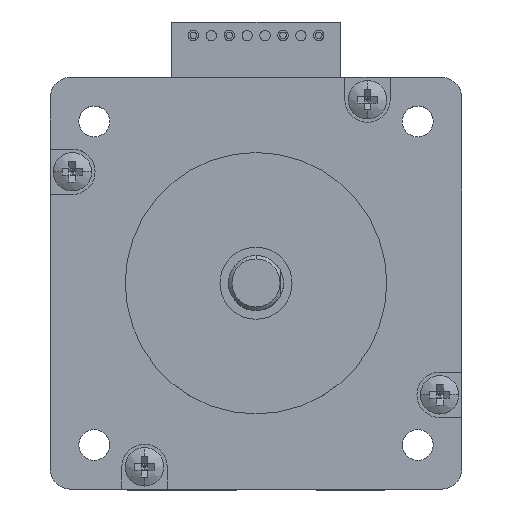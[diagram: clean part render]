
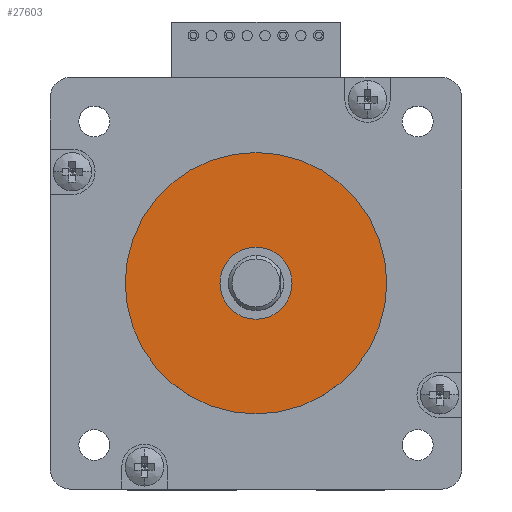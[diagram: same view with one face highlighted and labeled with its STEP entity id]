
A CAD part, top view. The second image highlights one B-rep face of the part: STEP entity #27603.
In plain terms, the highlighted face is planar.
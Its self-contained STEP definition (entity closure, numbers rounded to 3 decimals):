
#2076 = EDGE_CURVE ( 'NONE', #26857, #52140, #10773, .T. ) ;
#4005 = VERTEX_POINT ( 'NONE', #27135 ) ;
#6336 = AXIS2_PLACEMENT_3D ( 'NONE', #38680, #12850, #42998 ) ;
#7359 = EDGE_LOOP ( 'NONE', ( #50371, #50275 ) ) ;
#7783 = PLANE ( 'NONE',  #43994 ) ;
#8298 = AXIS2_PLACEMENT_3D ( 'NONE', #49338, #23456, #53678 ) ;
#8766 = ORIENTED_EDGE ( 'NONE', *, *, #2076, .T. ) ;
#9483 = CARTESIAN_POINT ( 'NONE',  ( 5.25, 0., -1.6 ) ) ;
#9835 = CIRCLE ( 'NONE', #6336, 19.05 ) ;
#10773 = CIRCLE ( 'NONE', #8298, 19.05 ) ;
#11861 = FACE_BOUND ( 'NONE', #7359, .T. ) ;
#12313 = DIRECTION ( 'NONE',  ( 0., 0., -1. ) ) ;
#12850 = DIRECTION ( 'NONE',  ( 0., 0., -1. ) ) ;
#15585 = CARTESIAN_POINT ( 'NONE',  ( -19.05, 0., -1.6 ) ) ;
#19144 = CARTESIAN_POINT ( 'NONE',  ( 0., 0., -1.6 ) ) ;
#23456 = DIRECTION ( 'NONE',  ( 0., 0., -1. ) ) ;
#23506 = DIRECTION ( 'NONE',  ( -1., 0., 0. ) ) ;
#23666 = CARTESIAN_POINT ( 'NONE',  ( 0., 0., -1.6 ) ) ;
#24695 = FACE_OUTER_BOUND ( 'NONE', #44311, .T. ) ;
#26857 = VERTEX_POINT ( 'NONE', #15585 ) ;
#27135 = CARTESIAN_POINT ( 'NONE',  ( -5.25, 0., -1.6 ) ) ;
#27603 = ADVANCED_FACE ( 'NONE', ( #11861, #24695 ), #7783, .T. ) ;
#28010 = DIRECTION ( 'NONE',  ( -1., 0., 0. ) ) ;
#30869 = ORIENTED_EDGE ( 'NONE', *, *, #42466, .T. ) ;
#32963 = VERTEX_POINT ( 'NONE', #9483 ) ;
#37696 = CARTESIAN_POINT ( 'NONE',  ( 19.05, 0., -1.6 ) ) ;
#38133 = CARTESIAN_POINT ( 'NONE',  ( 19.832, 19.812, -1.6 ) ) ;
#38680 = CARTESIAN_POINT ( 'NONE',  ( 0., 0., -1.6 ) ) ;
#41641 = AXIS2_PLACEMENT_3D ( 'NONE', #23666, #53882, #28010 ) ;
#41716 = EDGE_CURVE ( 'NONE', #4005, #32963, #45794, .T. ) ;
#42079 = AXIS2_PLACEMENT_3D ( 'NONE', #19144, #49391, #23506 ) ;
#42450 = DIRECTION ( 'NONE',  ( 0., -1., 0. ) ) ;
#42466 = EDGE_CURVE ( 'NONE', #52140, #26857, #9835, .T. ) ;
#42998 = DIRECTION ( 'NONE',  ( -1., 0., 0. ) ) ;
#43994 = AXIS2_PLACEMENT_3D ( 'NONE', #38133, #12313, #42450 ) ;
#44311 = EDGE_LOOP ( 'NONE', ( #8766, #30869 ) ) ;
#45794 = CIRCLE ( 'NONE', #41641, 5.25 ) ;
#47927 = CIRCLE ( 'NONE', #42079, 5.25 ) ;
#49338 = CARTESIAN_POINT ( 'NONE',  ( 0., 0., -1.6 ) ) ;
#49391 = DIRECTION ( 'NONE',  ( 0., 0., 1. ) ) ;
#50275 = ORIENTED_EDGE ( 'NONE', *, *, #52490, .T. ) ;
#50371 = ORIENTED_EDGE ( 'NONE', *, *, #41716, .T. ) ;
#52140 = VERTEX_POINT ( 'NONE', #37696 ) ;
#52490 = EDGE_CURVE ( 'NONE', #32963, #4005, #47927, .T. ) ;
#53678 = DIRECTION ( 'NONE',  ( -1., 0., 0. ) ) ;
#53882 = DIRECTION ( 'NONE',  ( 0., 0., 1. ) ) ;
